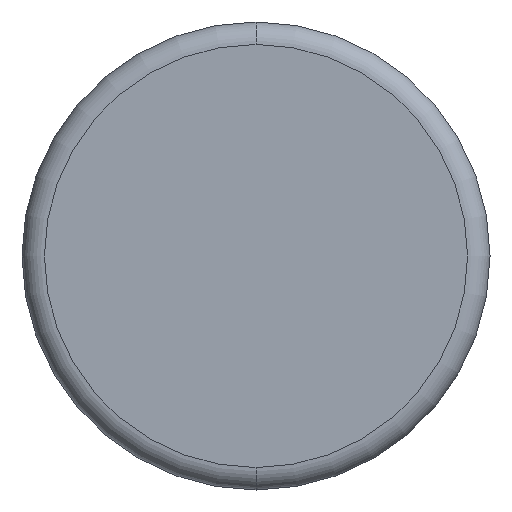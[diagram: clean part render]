
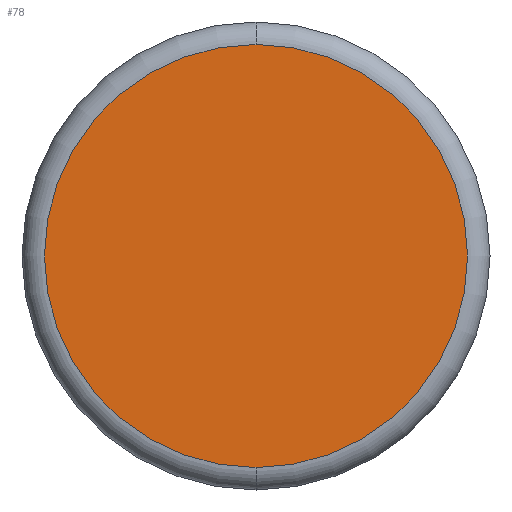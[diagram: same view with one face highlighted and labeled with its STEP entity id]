
A CAD part, front view. The second image highlights one B-rep face of the part: STEP entity #78.
In plain terms, the highlighted planar face has unit normal (0, -1, 0).
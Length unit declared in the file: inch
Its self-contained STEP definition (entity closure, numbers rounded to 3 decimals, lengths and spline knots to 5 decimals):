
#18 = VERTEX_POINT ( 'NONE', #333 ) ;
#46 = DIRECTION ( 'NONE',  ( 0., 0., -1. ) ) ;
#57 = AXIS2_PLACEMENT_3D ( 'NONE', #169, #239, #289 ) ;
#59 = FACE_OUTER_BOUND ( 'NONE', #366, .T. ) ;
#78 = ADVANCED_FACE ( 'NONE', ( #59 ), #286, .T. ) ;
#96 = ORIENTED_EDGE ( 'NONE', *, *, #386, .T. ) ;
#97 = CIRCLE ( 'NONE', #171, 0.2825 ) ;
#116 = CARTESIAN_POINT ( 'NONE',  ( 0., 0., 0. ) ) ;
#149 = EDGE_CURVE ( 'NONE', #18, #270, #97, .T. ) ;
#169 = CARTESIAN_POINT ( 'NONE',  ( 0., 0., 0. ) ) ;
#171 = AXIS2_PLACEMENT_3D ( 'NONE', #227, #332, #46 ) ;
#199 = ORIENTED_EDGE ( 'NONE', *, *, #149, .T. ) ;
#227 = CARTESIAN_POINT ( 'NONE',  ( 0., 0., 0. ) ) ;
#239 = DIRECTION ( 'NONE',  ( 0., -1., 0. ) ) ;
#243 = CARTESIAN_POINT ( 'NONE',  ( 0., 0., 0.2825 ) ) ;
#264 = CIRCLE ( 'NONE', #275, 0.2825 ) ;
#270 = VERTEX_POINT ( 'NONE', #243 ) ;
#275 = AXIS2_PLACEMENT_3D ( 'NONE', #116, #388, #356 ) ;
#286 = PLANE ( 'NONE',  #57 ) ;
#289 = DIRECTION ( 'NONE',  ( 0., 0., -1. ) ) ;
#332 = DIRECTION ( 'NONE',  ( 0., -1., 0. ) ) ;
#333 = CARTESIAN_POINT ( 'NONE',  ( 0., 0., -0.2825 ) ) ;
#356 = DIRECTION ( 'NONE',  ( 0., 0., -1. ) ) ;
#366 = EDGE_LOOP ( 'NONE', ( #199, #96 ) ) ;
#386 = EDGE_CURVE ( 'NONE', #270, #18, #264, .T. ) ;
#388 = DIRECTION ( 'NONE',  ( 0., -1., 0. ) ) ;
